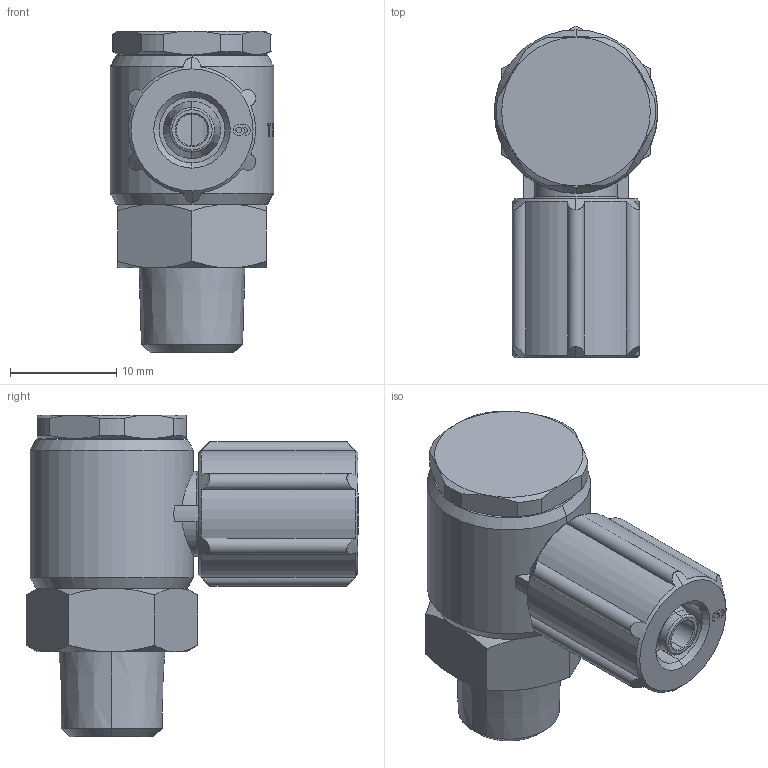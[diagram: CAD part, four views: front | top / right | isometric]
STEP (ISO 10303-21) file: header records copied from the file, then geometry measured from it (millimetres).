
FILE_DESCRIPTION((''),'2;1');
FILE_NAME('THL0601D1-mdt.stp','2017-07-21T10:22:21',(''),(''),'Mechanical Desktop 2009','Mechanical Desktop 2009',', , ');
FILE_SCHEMA(('CONFIG_CONTROL_DESIGN'));
Length unit declared in the file: millimetre
Products named in the file (2): THL0601D1-MDTA; THL0601D1-MDT
Assembly tree (1 placements, depth 2):
  THL0601D1-MDTA
    THL0601D1-MDT
Bounding box: 15.4 x 31.28 x 30.3 mm (x, y, z)
Volume: 4624.5 mm3; surface area: 4700 mm2
Topology: 1 solids, 2 shells, 368 faces, 969 edges, 626 vertices
Faces by surface type: plane 221, cylinder 71, cone 66, torus 6, bspline 4
Entity records: 12255 total; most frequent: CARTESIAN_POINT 2923, DIRECTION 2011, ORIENTED_EDGE 1938, EDGE_CURVE 969, AXIS2_PLACEMENT_3D 773, VERTEX_POINT 626, VECTOR 465, LINE 465
